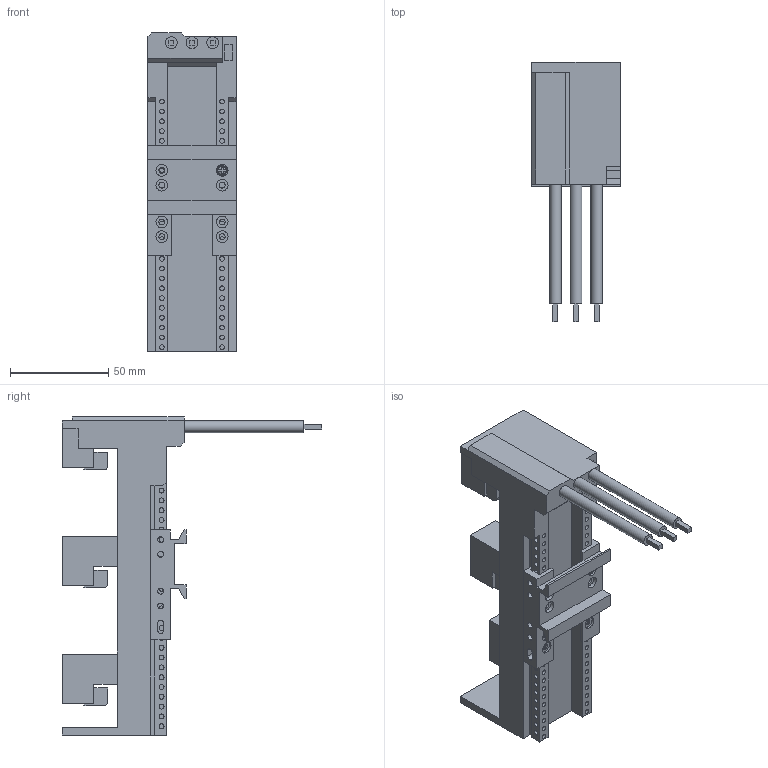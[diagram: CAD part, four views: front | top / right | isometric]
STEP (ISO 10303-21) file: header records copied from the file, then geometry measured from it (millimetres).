
FILE_DESCRIPTION(/* description */ ('STEP AP214'),/* implementation_level */ '2;1');
FILE_NAME(/* name */ '32590',/* time_stamp */ '2023-09-27T09:28:47+02:00',/* author */ ('License CC BY-ND 4.0'),/* organization */ ('CADENAS'),/* preprocessor_version */ 'ST-DEVELOPER v19.3',/* originating_system */ 'PARTsolutions',/* authorisation */ ' ');
FILE_SCHEMA (('AUTOMOTIVE_DESIGN {1 0 10303 214 3 1 1}'));
Length unit declared in the file: millimetre
Products named in the file (5): 32590; AWG10709; 80034CrossBoardScrew; 79350ACrossBoardAdapter; Basis45x160
Assembly tree (6 placements, depth 2):
  32590
    AWG10709  x3
    80034CrossBoardScrew
    79350ACrossBoardAdapter
    Basis45x160
Bounding box: 45 x 132 x 162 mm (x, y, z)
Volume: 207983.5 mm3; surface area: 59299.6 mm2
Topology: 6 solids, 6 shells, 407 faces, 832 edges, 554 vertices
Faces by surface type: plane 262, cylinder 142, sphere 2, torus 1
Full cylindrical faces by diameter (mm): 2.4 x52, 2.5 x51, 3 x16, 5 x1, 6 x11
Entity records: 11933 total; most frequent: DIRECTION 1745, CARTESIAN_POINT 1618, ORIENTED_EDGE 1334, AXIS2_PLACEMENT_3D 688, EDGE_LOOP 672, FACE_BOUND 672, EDGE_CURVE 667, VERTEX_POINT 529
